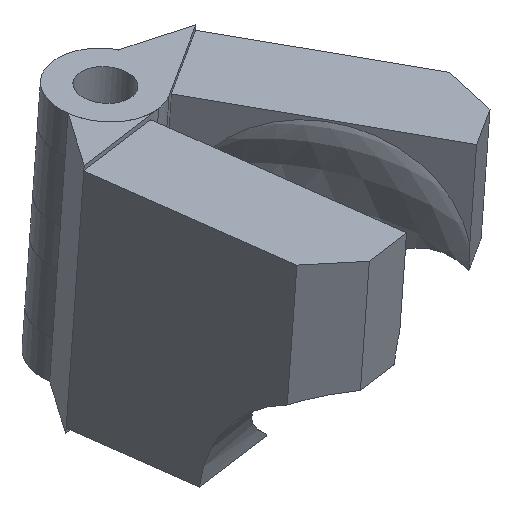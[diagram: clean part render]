
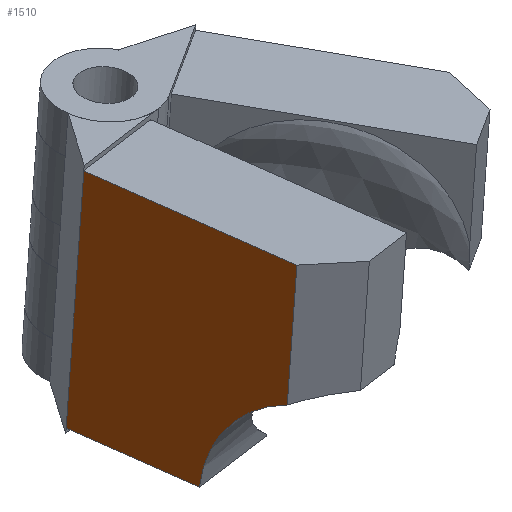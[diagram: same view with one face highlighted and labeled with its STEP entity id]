
A CAD part, left-side view. The second image highlights one B-rep face of the part: STEP entity #1510.
In plain terms, the highlighted face is planar.
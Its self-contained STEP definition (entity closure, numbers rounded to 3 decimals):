
#1284=CARTESIAN_POINT('',(20.,35.02,1.));
#1285=VERTEX_POINT('',#1284);
#1292=CARTESIAN_POINT('',(20.,50.,22.913));
#1293=VERTEX_POINT('',#1292);
#1294=CARTESIAN_POINT('',(20.,60.,0.));
#1295=DIRECTION('',(0.,-0.4,0.917));
#1296=DIRECTION('',(1.,0.,0.));
#1297=AXIS2_PLACEMENT_3D('',#1294,#1296,#1295);
#1298=CIRCLE('',#1297,25.);
#1299=EDGE_CURVE('',#1293,#1285,#1298,.T.);
#1416=CARTESIAN_POINT('',(20.,10.,1.));
#1417=VERTEX_POINT('',#1416);
#1424=CARTESIAN_POINT('',(20.,35.02,1.));
#1425=DIRECTION('',(0.,-1.,0.));
#1426=VECTOR('',#1425,25.02);
#1427=LINE('',#1424,#1426);
#1428=EDGE_CURVE('',#1285,#1417,#1427,.T.);
#1438=CARTESIAN_POINT('',(20.,50.,49.));
#1439=VERTEX_POINT('',#1438);
#1446=CARTESIAN_POINT('',(20.,10.,49.));
#1447=VERTEX_POINT('',#1446);
#1448=CARTESIAN_POINT('',(20.,10.,49.));
#1449=DIRECTION('',(0.,1.,0.));
#1450=VECTOR('',#1449,40.);
#1451=LINE('',#1448,#1450);
#1452=EDGE_CURVE('',#1447,#1439,#1451,.T.);
#1488=CARTESIAN_POINT('',(20.,30.,25.));
#1489=DIRECTION('',(0.,1.,0.));
#1490=DIRECTION('',(1.,0.,-0.));
#1491=AXIS2_PLACEMENT_3D('',#1488,#1490,#1489);
#1492=PLANE('',#1491);
#1493=ORIENTED_EDGE('',*,*,#1299,.F.);
#1494=CARTESIAN_POINT('',(20.,50.,22.913));
#1495=DIRECTION('',(0.,0.,1.));
#1496=VECTOR('',#1495,26.087);
#1497=LINE('',#1494,#1496);
#1498=EDGE_CURVE('',#1293,#1439,#1497,.T.);
#1499=ORIENTED_EDGE('E53',*,*,#1498,.T.);
#1500=ORIENTED_EDGE('E53',*,*,#1452,.F.);
#1501=CARTESIAN_POINT('',(20.,10.,49.));
#1502=DIRECTION('',(0.,0.,-1.));
#1503=VECTOR('',#1502,48.);
#1504=LINE('',#1501,#1503);
#1505=EDGE_CURVE('',#1447,#1417,#1504,.T.);
#1506=ORIENTED_EDGE('E54',*,*,#1505,.T.);
#1507=ORIENTED_EDGE('E54',*,*,#1428,.F.);
#1508=EDGE_LOOP('',(#1493,#1499,#1500,#1506,#1507));
#1509=FACE_OUTER_BOUND('',#1508,.T.);
#1510=ADVANCED_FACE('F19',(#1509),#1492,.T.);
